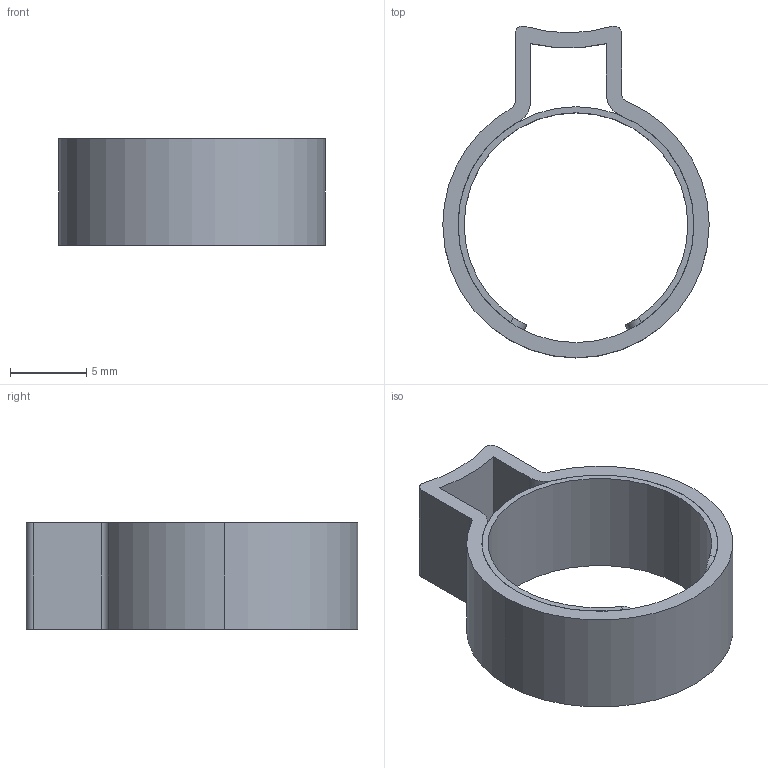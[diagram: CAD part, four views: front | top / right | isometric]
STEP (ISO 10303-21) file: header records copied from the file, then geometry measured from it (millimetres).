
FILE_DESCRIPTION (( 'STEP AP203' ), '1' );
FILE_NAME ('3D_R541_15-17_171784260.STEP', '2024-08-19T19:21:07', ( '' ), ( '' ), 'SwSTEP 2.0', 'SolidWorks 2024', '' );
FILE_SCHEMA (( 'CONFIG_CONTROL_DESIGN' ));
Length unit declared in the file: millimetre
Products named in the file (1): 3D_R541_15-17_171784260
Bounding box: 17.5 x 21.8 x 7 mm (x, y, z)
Volume: 540.4 mm3; surface area: 1577.2 mm2
Topology: 2 solids, 2 shells, 34 faces, 90 edges, 60 vertices
Faces by surface type: cylinder 24, plane 10
Entity records: 1201 total; most frequent: CARTESIAN_POINT 249, DIRECTION 192, ORIENTED_EDGE 180, EDGE_CURVE 90, AXIS2_PLACEMENT_3D 75, VERTEX_POINT 60, LINE 42, VECTOR 42
